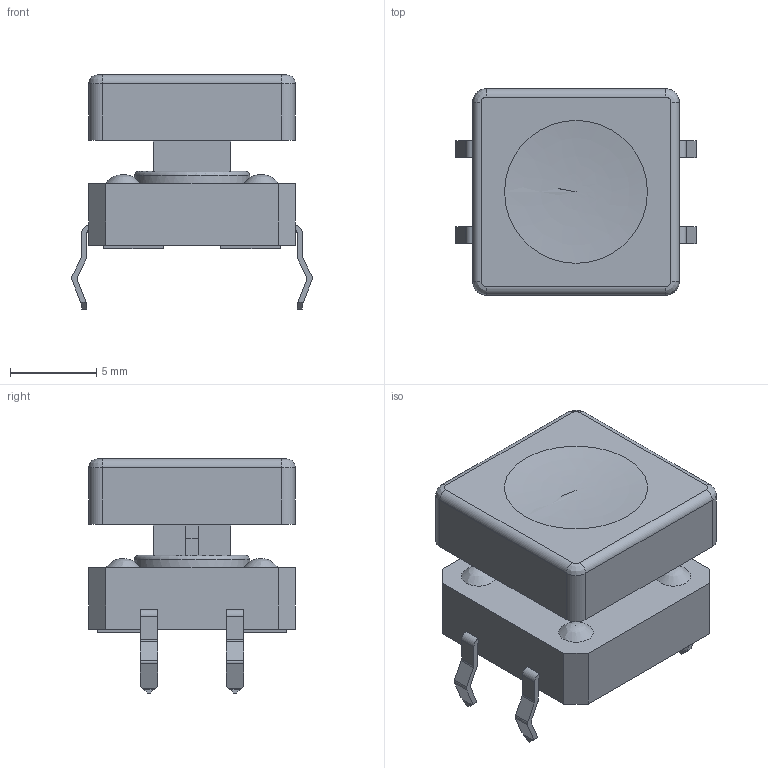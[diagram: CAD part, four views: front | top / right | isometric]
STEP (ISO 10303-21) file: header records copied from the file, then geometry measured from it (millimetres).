
FILE_DESCRIPTION((' '),'2;1');
FILE_NAME('TL1100Fxxxx4Jxxx.stp','2017-07-21T11:09:55',(' '),(' '),' ','ACIS',' ');
FILE_SCHEMA(('CONFIG_CONTROL_DESIGN'));
Length unit declared in the file: inch
Products named in the file (1): TL1100Fxxxx4Jxxx.stp
Bounding box: 14 x 12 x 13.6 mm (x, y, z)
Volume: 715.1 mm3; surface area: 1563.8 mm2
Topology: 1 solids, 2 shells, 307 faces, 803 edges, 525 vertices
Faces by surface type: plane 213, cylinder 79, bspline 9, torus 5, cone 1
Full cylindrical faces by diameter (mm): 2.32 x1, 3 x1, 4.84 x1, 6.7 x1, 6.95 x1
Entity records: 9561 total; most frequent: CARTESIAN_POINT 1903, ORIENTED_EDGE 1552, DIRECTION 1540, EDGE_CURVE 776, VECTOR 610, LINE 610, VERTEX_POINT 513, AXIS2_PLACEMENT_3D 465
